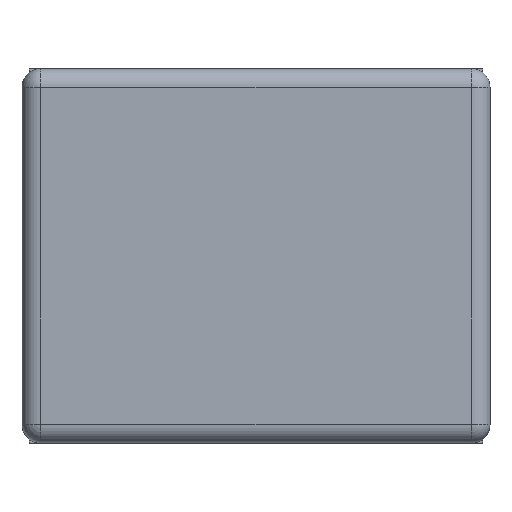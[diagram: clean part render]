
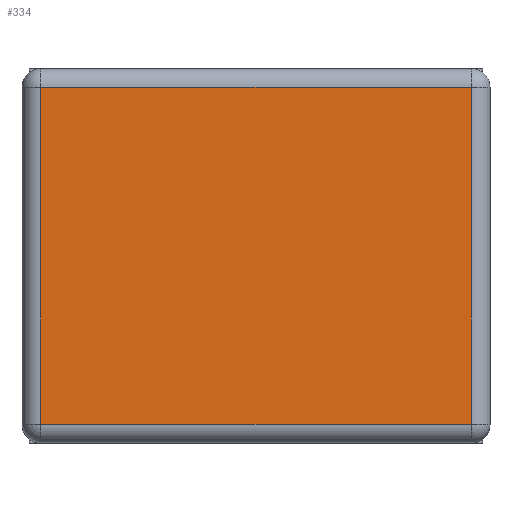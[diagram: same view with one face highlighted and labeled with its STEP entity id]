
A CAD part, top view. The second image highlights one B-rep face of the part: STEP entity #334.
In plain terms, the highlighted planar face has unit normal (0, 0, 1).
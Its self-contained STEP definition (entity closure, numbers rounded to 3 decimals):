
#112 = VERTEX_POINT('',#113);
#113 = CARTESIAN_POINT('',(-1.15,-0.9,1.));
#120 = EDGE_CURVE('',#112,#121,#123,.T.);
#121 = VERTEX_POINT('',#122);
#122 = CARTESIAN_POINT('',(-1.15,0.9,1.));
#123 = LINE('',#124,#125);
#124 = CARTESIAN_POINT('',(-1.15,-0.9,1.));
#125 = VECTOR('',#126,1.);
#126 = DIRECTION('',(0.,1.,0.));
#334 = ADVANCED_FACE('',(#335),#360,.T.);
#335 = FACE_BOUND('',#336,.T.);
#336 = EDGE_LOOP('',(#337,#338,#346,#354));
#337 = ORIENTED_EDGE('',*,*,#120,.F.);
#338 = ORIENTED_EDGE('',*,*,#339,.F.);
#339 = EDGE_CURVE('',#340,#112,#342,.T.);
#340 = VERTEX_POINT('',#341);
#341 = CARTESIAN_POINT('',(1.15,-0.9,1.));
#342 = LINE('',#343,#344);
#343 = CARTESIAN_POINT('',(1.15,-0.9,1.));
#344 = VECTOR('',#345,1.);
#345 = DIRECTION('',(-1.,-0.,-0.));
#346 = ORIENTED_EDGE('',*,*,#347,.F.);
#347 = EDGE_CURVE('',#348,#340,#350,.T.);
#348 = VERTEX_POINT('',#349);
#349 = CARTESIAN_POINT('',(1.15,0.9,1.));
#350 = LINE('',#351,#352);
#351 = CARTESIAN_POINT('',(1.15,0.9,1.));
#352 = VECTOR('',#353,1.);
#353 = DIRECTION('',(-0.,-1.,-0.));
#354 = ORIENTED_EDGE('',*,*,#355,.F.);
#355 = EDGE_CURVE('',#121,#348,#356,.T.);
#356 = LINE('',#357,#358);
#357 = CARTESIAN_POINT('',(-1.15,0.9,1.));
#358 = VECTOR('',#359,1.);
#359 = DIRECTION('',(1.,0.,0.));
#360 = PLANE('',#361);
#361 = AXIS2_PLACEMENT_3D('',#362,#363,#364);
#362 = CARTESIAN_POINT('',(-1.25,-1.,1.));
#363 = DIRECTION('',(0.,0.,1.));
#364 = DIRECTION('',(1.,0.,0.));
